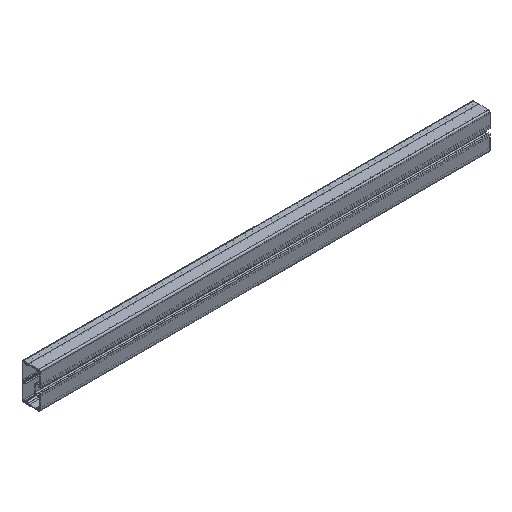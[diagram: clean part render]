
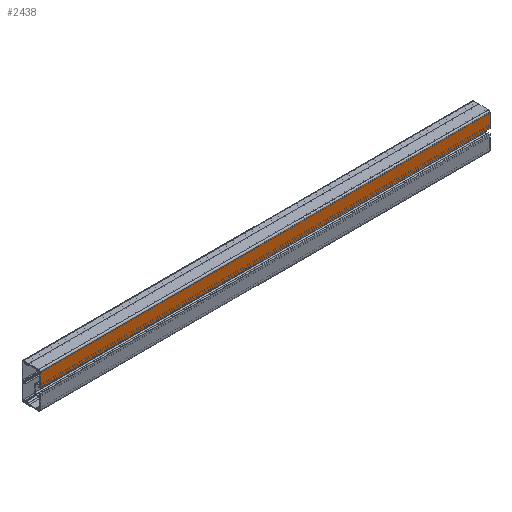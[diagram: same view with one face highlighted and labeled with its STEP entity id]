
A CAD part, isometric view. The second image highlights one B-rep face of the part: STEP entity #2438.
In plain terms, the highlighted planar face has unit normal (0, -1, 0).
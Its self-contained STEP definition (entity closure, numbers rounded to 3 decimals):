
#85 = DIRECTION ( 'NONE',  ( -1., 0., 0. ) ) ;
#181 = LINE ( 'NONE', #1040, #1311 ) ;
#260 = VERTEX_POINT ( 'NONE', #648 ) ;
#282 = VERTEX_POINT ( 'NONE', #1534 ) ;
#304 = CARTESIAN_POINT ( 'NONE',  ( 1000., -20., 37. ) ) ;
#479 = CARTESIAN_POINT ( 'NONE',  ( 0., -20., 37. ) ) ;
#548 = FACE_OUTER_BOUND ( 'NONE', #1411, .T. ) ;
#618 = EDGE_CURVE ( 'NONE', #260, #821, #2529, .T. ) ;
#648 = CARTESIAN_POINT ( 'NONE',  ( 1000., -20., 37. ) ) ;
#821 = VERTEX_POINT ( 'NONE', #2560 ) ;
#839 = CARTESIAN_POINT ( 'NONE',  ( 1000., -20., 5. ) ) ;
#849 = ORIENTED_EDGE ( 'NONE', *, *, #1388, .F. ) ;
#857 = EDGE_CURVE ( 'NONE', #2309, #282, #181, .T. ) ;
#881 = VECTOR ( 'NONE', #1165, 1000. ) ;
#983 = VECTOR ( 'NONE', #85, 1000. ) ;
#1040 = CARTESIAN_POINT ( 'NONE',  ( 1000., -20., 5. ) ) ;
#1052 = VECTOR ( 'NONE', #2466, 1000. ) ;
#1165 = DIRECTION ( 'NONE',  ( 0., 0., -1. ) ) ;
#1193 = EDGE_CURVE ( 'NONE', #821, #282, #2248, .T. ) ;
#1236 = PLANE ( 'NONE',  #2190 ) ;
#1311 = VECTOR ( 'NONE', #2808, 1000. ) ;
#1388 = EDGE_CURVE ( 'NONE', #260, #2309, #2439, .T. ) ;
#1411 = EDGE_LOOP ( 'NONE', ( #2835, #1853, #849, #1567 ) ) ;
#1534 = CARTESIAN_POINT ( 'NONE',  ( 0., -20., 5. ) ) ;
#1567 = ORIENTED_EDGE ( 'NONE', *, *, #618, .T. ) ;
#1853 = ORIENTED_EDGE ( 'NONE', *, *, #857, .F. ) ;
#1903 = DIRECTION ( 'NONE',  ( 0., 1., 0. ) ) ;
#2051 = CARTESIAN_POINT ( 'NONE',  ( 1000., -20., 37. ) ) ;
#2113 = CARTESIAN_POINT ( 'NONE',  ( 1000., -20., 37. ) ) ;
#2190 = AXIS2_PLACEMENT_3D ( 'NONE', #2113, #1903, #2785 ) ;
#2248 = LINE ( 'NONE', #479, #881 ) ;
#2309 = VERTEX_POINT ( 'NONE', #839 ) ;
#2438 = ADVANCED_FACE ( 'NONE', ( #548 ), #1236, .F. ) ;
#2439 = LINE ( 'NONE', #304, #1052 ) ;
#2466 = DIRECTION ( 'NONE',  ( 0., 0., -1. ) ) ;
#2529 = LINE ( 'NONE', #2051, #983 ) ;
#2560 = CARTESIAN_POINT ( 'NONE',  ( 0., -20., 37. ) ) ;
#2785 = DIRECTION ( 'NONE',  ( 0., 0., 1. ) ) ;
#2808 = DIRECTION ( 'NONE',  ( -1., 0., 0. ) ) ;
#2835 = ORIENTED_EDGE ( 'NONE', *, *, #1193, .T. ) ;
